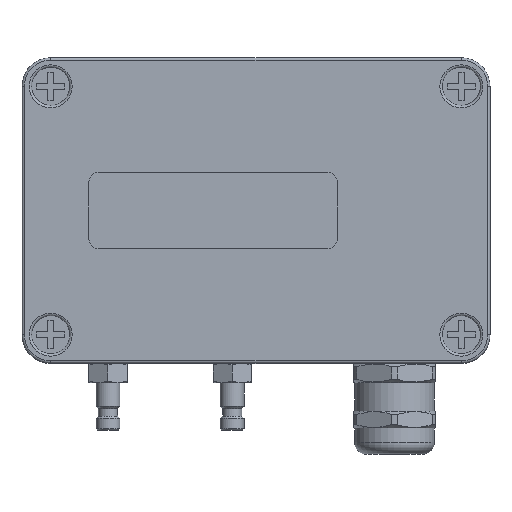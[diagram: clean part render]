
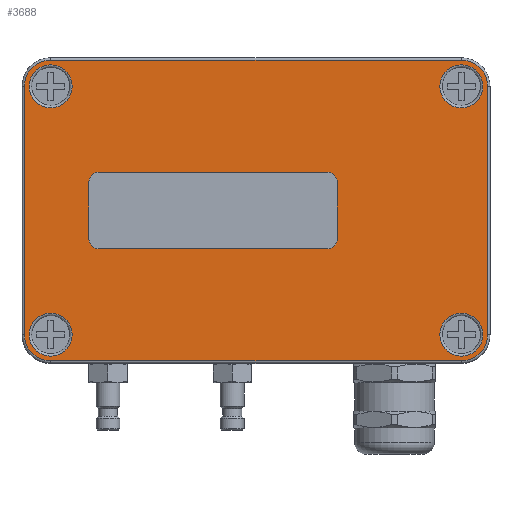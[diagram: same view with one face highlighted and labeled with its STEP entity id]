
A CAD part, top view. The second image highlights one B-rep face of the part: STEP entity #3688.
In plain terms, the highlighted planar face has unit normal (0, 0, 1).
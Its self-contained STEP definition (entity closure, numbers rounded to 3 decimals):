
#160=LINE('',#5512,#428);
#166=LINE('',#5533,#434);
#170=LINE('',#5544,#438);
#171=LINE('',#5546,#439);
#317=LINE('',#5853,#585);
#319=LINE('',#5865,#587);
#321=LINE('',#5877,#589);
#322=LINE('',#5885,#590);
#428=VECTOR('',#4463,10.);
#434=VECTOR('',#4483,10.);
#438=VECTOR('',#4497,10.);
#439=VECTOR('',#4500,10.);
#585=VECTOR('',#4764,10.);
#587=VECTOR('',#4778,10.);
#589=VECTOR('',#4792,10.);
#590=VECTOR('',#4803,10.);
#782=FACE_BOUND('',#1206,.T.);
#783=FACE_BOUND('',#1207,.T.);
#784=FACE_BOUND('',#1208,.T.);
#785=FACE_BOUND('',#1209,.T.);
#786=FACE_BOUND('',#1210,.T.);
#944=FACE_OUTER_BOUND('',#1205,.T.);
#1205=EDGE_LOOP('',(#2908,#2909,#2910,#2911,#2912,#2913,#2914,#2915));
#1206=EDGE_LOOP('',(#2916,#2917,#2918,#2919,#2920,#2921,#2922,#2923));
#1207=EDGE_LOOP('',(#2924));
#1208=EDGE_LOOP('',(#2925));
#1209=EDGE_LOOP('',(#2926));
#1210=EDGE_LOOP('',(#2927));
#1421=CIRCLE('',#3916,2.);
#1423=CIRCLE('',#3920,2.);
#1426=CIRCLE('',#3926,2.);
#1427=CIRCLE('',#3928,2.);
#1429=CIRCLE('',#3985,5.5);
#1435=CIRCLE('',#3993,5.5);
#1439=CIRCLE('',#3999,5.5);
#1443=CIRCLE('',#4005,5.5);
#1446=CIRCLE('',#4014,4.5);
#1447=CIRCLE('',#4015,4.5);
#1448=CIRCLE('',#4016,4.5);
#1449=CIRCLE('',#4017,4.5);
#1602=VERTEX_POINT('',#5502);
#1603=VERTEX_POINT('',#5504);
#1605=VERTEX_POINT('',#5510);
#1608=VERTEX_POINT('',#5517);
#1609=VERTEX_POINT('',#5519);
#1613=VERTEX_POINT('',#5532);
#1614=VERTEX_POINT('',#5536);
#1615=VERTEX_POINT('',#5540);
#1713=VERTEX_POINT('',#5841);
#1714=VERTEX_POINT('',#5843);
#1716=VERTEX_POINT('',#5849);
#1718=VERTEX_POINT('',#5855);
#1720=VERTEX_POINT('',#5861);
#1722=VERTEX_POINT('',#5867);
#1724=VERTEX_POINT('',#5873);
#1726=VERTEX_POINT('',#5879);
#1733=VERTEX_POINT('',#5906);
#1734=VERTEX_POINT('',#5908);
#1735=VERTEX_POINT('',#5910);
#1736=VERTEX_POINT('',#5912);
#1982=EDGE_CURVE('',#1602,#1603,#1421,.T.);
#1986=EDGE_CURVE('',#1602,#1605,#160,.T.);
#1989=EDGE_CURVE('',#1608,#1609,#1423,.T.);
#1996=EDGE_CURVE('',#1613,#1609,#166,.T.);
#1998=EDGE_CURVE('',#1613,#1614,#1426,.T.);
#2001=EDGE_CURVE('',#1615,#1605,#1427,.T.);
#2002=EDGE_CURVE('',#1608,#1603,#170,.T.);
#2003=EDGE_CURVE('',#1615,#1614,#171,.T.);
#2149=EDGE_CURVE('',#1713,#1714,#1429,.T.);
#2154=EDGE_CURVE('',#1714,#1716,#317,.T.);
#2157=EDGE_CURVE('',#1716,#1718,#1435,.T.);
#2160=EDGE_CURVE('',#1718,#1720,#319,.T.);
#2163=EDGE_CURVE('',#1720,#1722,#1439,.T.);
#2166=EDGE_CURVE('',#1722,#1724,#321,.T.);
#2169=EDGE_CURVE('',#1724,#1726,#1443,.T.);
#2170=EDGE_CURVE('',#1726,#1713,#322,.T.);
#2181=EDGE_CURVE('',#1733,#1733,#1446,.T.);
#2182=EDGE_CURVE('',#1734,#1734,#1447,.T.);
#2183=EDGE_CURVE('',#1735,#1735,#1448,.T.);
#2184=EDGE_CURVE('',#1736,#1736,#1449,.T.);
#2908=ORIENTED_EDGE('',*,*,#2149,.F.);
#2909=ORIENTED_EDGE('',*,*,#2170,.F.);
#2910=ORIENTED_EDGE('',*,*,#2169,.F.);
#2911=ORIENTED_EDGE('',*,*,#2166,.F.);
#2912=ORIENTED_EDGE('',*,*,#2163,.F.);
#2913=ORIENTED_EDGE('',*,*,#2160,.F.);
#2914=ORIENTED_EDGE('',*,*,#2157,.F.);
#2915=ORIENTED_EDGE('',*,*,#2154,.F.);
#2916=ORIENTED_EDGE('',*,*,#1986,.T.);
#2917=ORIENTED_EDGE('',*,*,#2001,.F.);
#2918=ORIENTED_EDGE('',*,*,#2003,.T.);
#2919=ORIENTED_EDGE('',*,*,#1998,.F.);
#2920=ORIENTED_EDGE('',*,*,#1996,.T.);
#2921=ORIENTED_EDGE('',*,*,#1989,.F.);
#2922=ORIENTED_EDGE('',*,*,#2002,.T.);
#2923=ORIENTED_EDGE('',*,*,#1982,.F.);
#2924=ORIENTED_EDGE('',*,*,#2181,.F.);
#2925=ORIENTED_EDGE('',*,*,#2182,.F.);
#2926=ORIENTED_EDGE('',*,*,#2183,.F.);
#2927=ORIENTED_EDGE('',*,*,#2184,.F.);
#3531=PLANE('',#4013);
#3688=ADVANCED_FACE('',(#944,#782,#783,#784,#785,#786),#3531,.T.);
#3916=AXIS2_PLACEMENT_3D('',#5505,#4456,#4457);
#3920=AXIS2_PLACEMENT_3D('',#5520,#4469,#4470);
#3926=AXIS2_PLACEMENT_3D('',#5537,#4487,#4488);
#3928=AXIS2_PLACEMENT_3D('',#5542,#4493,#4494);
#3985=AXIS2_PLACEMENT_3D('',#5844,#4753,#4754);
#3993=AXIS2_PLACEMENT_3D('',#5859,#4771,#4772);
#3999=AXIS2_PLACEMENT_3D('',#5871,#4785,#4786);
#4005=AXIS2_PLACEMENT_3D('',#5883,#4799,#4800);
#4013=AXIS2_PLACEMENT_3D('',#5905,#4824,#4825);
#4014=AXIS2_PLACEMENT_3D('',#5907,#4826,#4827);
#4015=AXIS2_PLACEMENT_3D('',#5909,#4828,#4829);
#4016=AXIS2_PLACEMENT_3D('',#5911,#4830,#4831);
#4017=AXIS2_PLACEMENT_3D('',#5913,#4832,#4833);
#4456=DIRECTION('center_axis',(0.,0.,1.));
#4457=DIRECTION('ref_axis',(-0.707,-0.707,0.));
#4463=DIRECTION('',(0.,1.,0.));
#4469=DIRECTION('center_axis',(0.,0.,1.));
#4470=DIRECTION('ref_axis',(0.707,-0.707,0.));
#4483=DIRECTION('',(0.,-1.,0.));
#4487=DIRECTION('center_axis',(0.,0.,1.));
#4488=DIRECTION('ref_axis',(0.707,0.707,0.));
#4493=DIRECTION('center_axis',(0.,0.,1.));
#4494=DIRECTION('ref_axis',(-0.707,0.707,0.));
#4497=DIRECTION('',(-1.,0.,0.));
#4500=DIRECTION('',(1.,0.,0.));
#4753=DIRECTION('center_axis',(0.,0.,-1.));
#4754=DIRECTION('ref_axis',(0.707,0.707,0.));
#4764=DIRECTION('',(0.,-1.,0.));
#4771=DIRECTION('center_axis',(0.,0.,-1.));
#4772=DIRECTION('ref_axis',(0.707,-0.707,0.));
#4778=DIRECTION('',(-1.,0.,0.));
#4785=DIRECTION('center_axis',(0.,0.,-1.));
#4786=DIRECTION('ref_axis',(-0.707,-0.707,0.));
#4792=DIRECTION('',(0.,1.,0.));
#4799=DIRECTION('center_axis',(0.,0.,-1.));
#4800=DIRECTION('ref_axis',(-0.707,0.707,0.));
#4803=DIRECTION('',(1.,0.,0.));
#4824=DIRECTION('center_axis',(0.,0.,1.));
#4825=DIRECTION('ref_axis',(1.,0.,0.));
#4826=DIRECTION('center_axis',(0.,0.,1.));
#4827=DIRECTION('ref_axis',(-1.,0.,0.));
#4828=DIRECTION('center_axis',(0.,0.,1.));
#4829=DIRECTION('ref_axis',(-1.,0.,0.));
#4830=DIRECTION('center_axis',(0.,0.,1.));
#4831=DIRECTION('ref_axis',(-1.,0.,0.));
#4832=DIRECTION('center_axis',(0.,0.,1.));
#4833=DIRECTION('ref_axis',(-1.,0.,0.));
#5502=CARTESIAN_POINT('',(-35.,-6.,34.));
#5504=CARTESIAN_POINT('',(-33.,-8.,34.));
#5505=CARTESIAN_POINT('Origin',(-33.,-6.,34.));
#5510=CARTESIAN_POINT('',(-35.,6.,34.));
#5512=CARTESIAN_POINT('',(-35.,-4.,34.));
#5517=CARTESIAN_POINT('',(15.,-8.,34.));
#5519=CARTESIAN_POINT('',(17.,-6.,34.));
#5520=CARTESIAN_POINT('Origin',(15.,-6.,34.));
#5532=CARTESIAN_POINT('',(17.,6.,34.));
#5533=CARTESIAN_POINT('',(17.,4.,34.));
#5536=CARTESIAN_POINT('',(15.,8.,34.));
#5537=CARTESIAN_POINT('Origin',(15.,6.,34.));
#5540=CARTESIAN_POINT('',(-33.,8.,34.));
#5542=CARTESIAN_POINT('Origin',(-33.,6.,34.));
#5544=CARTESIAN_POINT('',(8.5,-8.,34.));
#5546=CARTESIAN_POINT('',(-17.5,8.,34.));
#5841=CARTESIAN_POINT('',(43.,31.5,34.));
#5843=CARTESIAN_POINT('',(48.5,26.,34.));
#5844=CARTESIAN_POINT('Origin',(43.,26.,34.));
#5849=CARTESIAN_POINT('',(48.5,-26.,34.));
#5853=CARTESIAN_POINT('',(48.5,-16.,34.));
#5855=CARTESIAN_POINT('',(43.,-31.5,34.));
#5859=CARTESIAN_POINT('Origin',(43.,-26.,34.));
#5861=CARTESIAN_POINT('',(-43.,-31.5,34.));
#5865=CARTESIAN_POINT('',(-24.5,-31.5,34.));
#5867=CARTESIAN_POINT('',(-48.5,-26.,34.));
#5871=CARTESIAN_POINT('Origin',(-43.,-26.,34.));
#5873=CARTESIAN_POINT('',(-48.5,26.,34.));
#5877=CARTESIAN_POINT('',(-48.5,16.,34.));
#5879=CARTESIAN_POINT('',(-43.,31.5,34.));
#5883=CARTESIAN_POINT('Origin',(-43.,26.,34.));
#5885=CARTESIAN_POINT('',(24.5,31.5,34.));
#5905=CARTESIAN_POINT('Origin',(0.,0.,34.));
#5906=CARTESIAN_POINT('',(47.5,-26.,34.));
#5907=CARTESIAN_POINT('Origin',(43.,-26.,34.));
#5908=CARTESIAN_POINT('',(-38.5,26.,34.));
#5909=CARTESIAN_POINT('Origin',(-43.,26.,34.));
#5910=CARTESIAN_POINT('',(-38.5,-26.,34.));
#5911=CARTESIAN_POINT('Origin',(-43.,-26.,34.));
#5912=CARTESIAN_POINT('',(47.5,26.,34.));
#5913=CARTESIAN_POINT('Origin',(43.,26.,34.));
